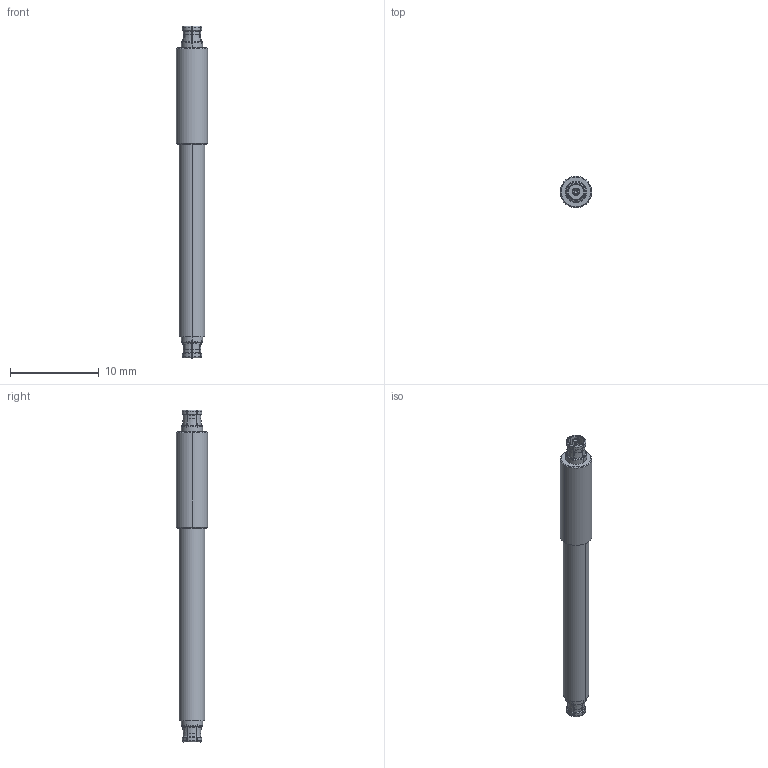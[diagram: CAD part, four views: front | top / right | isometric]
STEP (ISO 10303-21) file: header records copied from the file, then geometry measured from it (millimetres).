
FILE_DESCRIPTION (( 'STEP AP203' ), '1' );
FILE_NAME ('R201.723.130A.STEP', '2015-05-06T08:37:27', ( '' ), ( '' ), 'SwSTEP 2.0', 'SolidWorks 2014', '' );
FILE_SCHEMA (( 'CONFIG_CONTROL_DESIGN' ));
Length unit declared in the file: metre
Products named in the file (1): R201.723.130A
Bounding box: 3.55 x 3.55 x 37.46 mm (x, y, z)
Volume: 262.4 mm3; surface area: 414.2 mm2
Topology: 1 solids, 1 shells, 223 faces, 632 edges, 412 vertices
Faces by surface type: plane 81, cone 50, cylinder 48, torus 36, bspline 8
Entity records: 8308 total; most frequent: CARTESIAN_POINT 2703, ORIENTED_EDGE 1256, DIRECTION 1102, EDGE_CURVE 628, AXIS2_PLACEMENT_3D 450, VERTEX_POINT 412, CIRCLE 234, EDGE_LOOP 228
